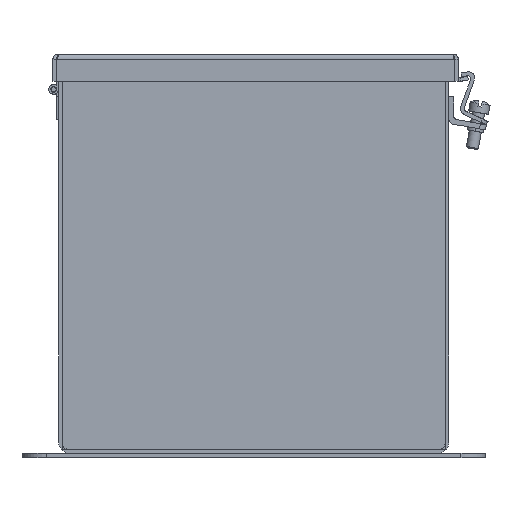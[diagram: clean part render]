
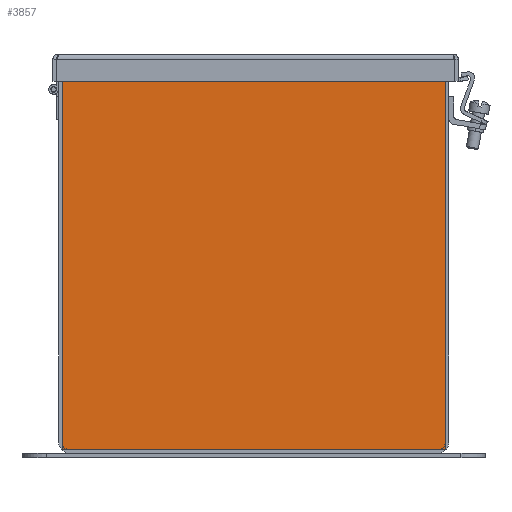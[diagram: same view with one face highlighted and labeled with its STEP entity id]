
A CAD part, left-side view. The second image highlights one B-rep face of the part: STEP entity #3857.
In plain terms, the highlighted planar face has unit normal (-1, 0, 0).
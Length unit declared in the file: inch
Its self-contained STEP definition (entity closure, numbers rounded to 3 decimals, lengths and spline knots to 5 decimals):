
#137 = VERTEX_POINT ( 'NONE', #970 ) ;
#435 = ORIENTED_EDGE ( 'NONE', *, *, #21920, .T. ) ;
#624 = LINE ( 'NONE', #19458, #27880 ) ;
#664 = CARTESIAN_POINT ( 'NONE',  ( -1.70918, -1.17725, 5.82204 ) ) ;
#970 = CARTESIAN_POINT ( 'NONE',  ( -1.70918, 6.18875, 5.79079 ) ) ;
#1435 = CARTESIAN_POINT ( 'NONE',  ( -1.70918, 6.18875, 5.79059 ) ) ;
#2419 = CARTESIAN_POINT ( 'NONE',  ( -1.70918, -1.17725, -2.02996 ) ) ;
#2702 = DIRECTION ( 'NONE',  ( 0., 0., -1. ) ) ;
#3732 = VECTOR ( 'NONE', #28975, 39.37008 ) ;
#3857 = ADVANCED_FACE ( 'NONE', ( #9322 ), #19976, .F. ) ;
#4021 = LINE ( 'NONE', #6391, #28418 ) ;
#4356 = ORIENTED_EDGE ( 'NONE', *, *, #9508, .F. ) ;
#4377 = EDGE_CURVE ( 'NONE', #30444, #17011, #32214, .T. ) ;
#4639 = VERTEX_POINT ( 'NONE', #31841 ) ;
#4760 = DIRECTION ( 'NONE',  ( 0., -1., 0. ) ) ;
#4959 = ORIENTED_EDGE ( 'NONE', *, *, #5545, .F. ) ;
#5364 = DIRECTION ( 'NONE',  ( 0., 1., 0. ) ) ;
#5545 = EDGE_CURVE ( 'NONE', #10795, #4639, #624, .T. ) ;
#5715 = CARTESIAN_POINT ( 'NONE',  ( -1.70918, -0.69145, 5.79059 ) ) ;
#5740 = VECTOR ( 'NONE', #19851, 39.37008 ) ;
#6089 = VECTOR ( 'NONE', #7535, 39.37008 ) ;
#6391 = CARTESIAN_POINT ( 'NONE',  ( -1.70918, -1.17725, -2.02996 ) ) ;
#6443 = ORIENTED_EDGE ( 'NONE', *, *, #20226, .F. ) ;
#6617 = CARTESIAN_POINT ( 'NONE',  ( -1.70918, 6.67475, -2.02996 ) ) ;
#6915 = VECTOR ( 'NONE', #10010, 39.37008 ) ;
#6945 = VERTEX_POINT ( 'NONE', #19949 ) ;
#7013 = CARTESIAN_POINT ( 'NONE',  ( -1.70918, 2.74875, 5.79079 ) ) ;
#7423 = CARTESIAN_POINT ( 'NONE',  ( -1.70918, 6.18875, 5.82204 ) ) ;
#7451 = EDGE_CURVE ( 'NONE', #6945, #30444, #23530, .T. ) ;
#7535 = DIRECTION ( 'NONE',  ( 0., -1., 0. ) ) ;
#7684 = ORIENTED_EDGE ( 'NONE', *, *, #12096, .T. ) ;
#8169 = CARTESIAN_POINT ( 'NONE',  ( -1.70918, 6.18895, 5.79059 ) ) ;
#8228 = VECTOR ( 'NONE', #2702, 39.37008 ) ;
#8686 = ORIENTED_EDGE ( 'NONE', *, *, #33169, .T. ) ;
#8904 = EDGE_CURVE ( 'NONE', #25955, #27049, #15310, .T. ) ;
#9322 = FACE_OUTER_BOUND ( 'NONE', #14556, .T. ) ;
#9508 = EDGE_CURVE ( 'NONE', #137, #27049, #30315, .T. ) ;
#9815 = VERTEX_POINT ( 'NONE', #664 ) ;
#9834 = DIRECTION ( 'NONE',  ( 1., 0., 0. ) ) ;
#10010 = DIRECTION ( 'NONE',  ( 0., 0., 1. ) ) ;
#10461 = VECTOR ( 'NONE', #5364, 39.37008 ) ;
#10795 = VERTEX_POINT ( 'NONE', #5715 ) ;
#11431 = DIRECTION ( 'NONE',  ( 0., 0., -1. ) ) ;
#11695 = VERTEX_POINT ( 'NONE', #30276 ) ;
#11703 = VECTOR ( 'NONE', #14410, 39.37008 ) ;
#12096 = EDGE_CURVE ( 'NONE', #137, #25912, #15536, .T. ) ;
#13370 = AXIS2_PLACEMENT_3D ( 'NONE', #22853, #9834, #17114 ) ;
#13722 = ORIENTED_EDGE ( 'NONE', *, *, #17254, .F. ) ;
#14078 = ORIENTED_EDGE ( 'NONE', *, *, #8904, .T. ) ;
#14240 = CARTESIAN_POINT ( 'NONE',  ( -1.70918, 6.18895, 5.82204 ) ) ;
#14333 = DIRECTION ( 'NONE',  ( 0., 0., -1. ) ) ;
#14410 = DIRECTION ( 'NONE',  ( 0., 1., 0. ) ) ;
#14556 = EDGE_LOOP ( 'NONE', ( #435, #14078, #4356, #7684, #8686, #25168, #26176, #24721, #6443, #18397, #13722, #4959 ) ) ;
#15310 = LINE ( 'NONE', #25605, #23498 ) ;
#15471 = CARTESIAN_POINT ( 'NONE',  ( -1.70918, -0.69145, 5.79059 ) ) ;
#15536 = LINE ( 'NONE', #7423, #8228 ) ;
#15912 = EDGE_CURVE ( 'NONE', #9815, #17209, #4021, .T. ) ;
#17011 = VERTEX_POINT ( 'NONE', #8169 ) ;
#17114 = DIRECTION ( 'NONE',  ( 0., 1., 0. ) ) ;
#17209 = VERTEX_POINT ( 'NONE', #2419 ) ;
#17254 = EDGE_CURVE ( 'NONE', #4639, #9815, #19812, .T. ) ;
#18397 = ORIENTED_EDGE ( 'NONE', *, *, #15912, .F. ) ;
#18808 = VECTOR ( 'NONE', #4760, 39.37008 ) ;
#19458 = CARTESIAN_POINT ( 'NONE',  ( -1.70918, -0.69145, 1.89604 ) ) ;
#19594 = VECTOR ( 'NONE', #11431, 39.37008 ) ;
#19812 = LINE ( 'NONE', #20137, #18808 ) ;
#19851 = DIRECTION ( 'NONE',  ( 0., -1., 0. ) ) ;
#19949 = CARTESIAN_POINT ( 'NONE',  ( -1.70918, 6.67475, 5.82204 ) ) ;
#19976 = PLANE ( 'NONE',  #13370 ) ;
#20137 = CARTESIAN_POINT ( 'NONE',  ( -1.70918, -1.17725, 5.82204 ) ) ;
#20226 = EDGE_CURVE ( 'NONE', #17209, #11695, #25024, .T. ) ;
#20641 = CARTESIAN_POINT ( 'NONE',  ( -1.70918, 6.67475, 5.82204 ) ) ;
#21171 = EDGE_CURVE ( 'NONE', #11695, #6945, #33193, .T. ) ;
#21525 = CARTESIAN_POINT ( 'NONE',  ( -1.70918, -0.69125, 5.79059 ) ) ;
#21920 = EDGE_CURVE ( 'NONE', #10795, #25955, #28629, .T. ) ;
#22853 = CARTESIAN_POINT ( 'NONE',  ( -1.70918, 2.74875, 1.89604 ) ) ;
#23498 = VECTOR ( 'NONE', #23582, 39.37008 ) ;
#23530 = LINE ( 'NONE', #25276, #6089 ) ;
#23582 = DIRECTION ( 'NONE',  ( 0., 0., 1. ) ) ;
#24721 = ORIENTED_EDGE ( 'NONE', *, *, #21171, .F. ) ;
#24760 = CARTESIAN_POINT ( 'NONE',  ( -1.70918, 6.18895, 1.89604 ) ) ;
#25024 = LINE ( 'NONE', #6617, #11703 ) ;
#25168 = ORIENTED_EDGE ( 'NONE', *, *, #4377, .F. ) ;
#25276 = CARTESIAN_POINT ( 'NONE',  ( -1.70918, -1.17725, 5.82204 ) ) ;
#25605 = CARTESIAN_POINT ( 'NONE',  ( -1.70918, -0.69125, 5.79059 ) ) ;
#25912 = VERTEX_POINT ( 'NONE', #1435 ) ;
#25955 = VERTEX_POINT ( 'NONE', #21525 ) ;
#25967 = CARTESIAN_POINT ( 'NONE',  ( -1.70918, 6.18875, 5.79059 ) ) ;
#26176 = ORIENTED_EDGE ( 'NONE', *, *, #7451, .F. ) ;
#27049 = VERTEX_POINT ( 'NONE', #27902 ) ;
#27880 = VECTOR ( 'NONE', #32007, 39.37008 ) ;
#27902 = CARTESIAN_POINT ( 'NONE',  ( -1.70918, -0.69125, 5.79079 ) ) ;
#28418 = VECTOR ( 'NONE', #14333, 39.37008 ) ;
#28515 = LINE ( 'NONE', #25967, #10461 ) ;
#28629 = LINE ( 'NONE', #15471, #3732 ) ;
#28975 = DIRECTION ( 'NONE',  ( 0., 1., 0. ) ) ;
#30276 = CARTESIAN_POINT ( 'NONE',  ( -1.70918, 6.67475, -2.02996 ) ) ;
#30315 = LINE ( 'NONE', #7013, #5740 ) ;
#30444 = VERTEX_POINT ( 'NONE', #14240 ) ;
#31841 = CARTESIAN_POINT ( 'NONE',  ( -1.70918, -0.69145, 5.82204 ) ) ;
#32007 = DIRECTION ( 'NONE',  ( 0., 0., 1. ) ) ;
#32214 = LINE ( 'NONE', #24760, #19594 ) ;
#33169 = EDGE_CURVE ( 'NONE', #25912, #17011, #28515, .T. ) ;
#33193 = LINE ( 'NONE', #20641, #6915 ) ;
